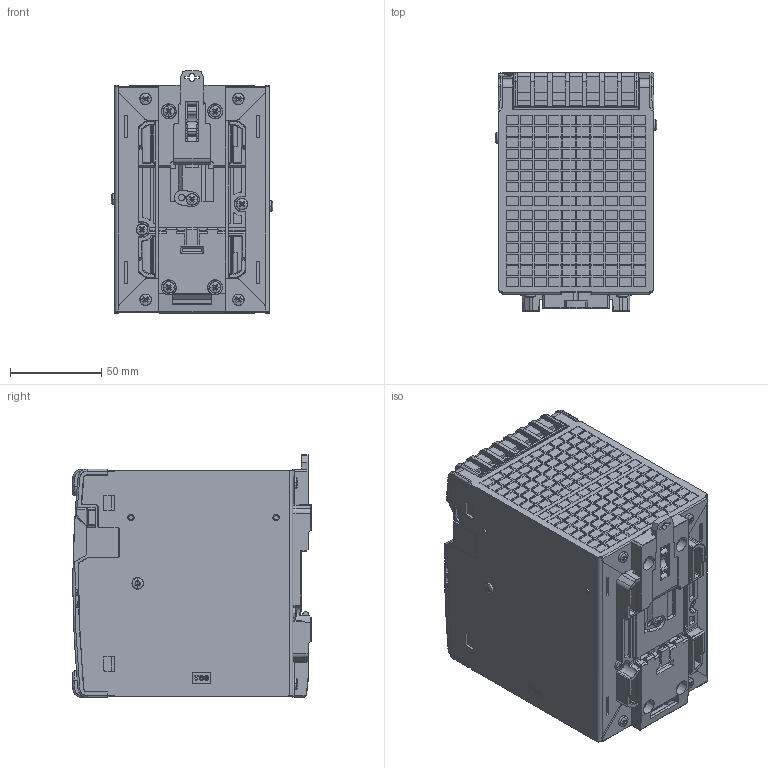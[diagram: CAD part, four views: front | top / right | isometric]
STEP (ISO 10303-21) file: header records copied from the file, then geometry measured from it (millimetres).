
FILE_DESCRIPTION (( 'STEP AP214' ), '1' );
FILE_NAME ('OUTSIDE-PS6R-J24.STEP', '2013-06-10T09:52:08', ( 'IDEC' ), ( '' ), 'SwSTEP 2.0', 'SolidWorks 2012', '' );
FILE_SCHEMA (( 'AUTOMOTIVE_DESIGN' ));
Products named in the file (3): OUTSIDE-PS6R-J-BODY; OUTSIDE-PS6R-J-HOOK; OUTSIDE-PS6R-J24
Assembly tree (2 placements, depth 2):
  OUTSIDE-PS6R-J24
    OUTSIDE-PS6R-J-BODY
    OUTSIDE-PS6R-J-HOOK
Bounding box: 88.55 x 130.5 x 133.05 mm (x, y, z)
Volume: 1248136 mm3; surface area: 206233.6 mm2
Topology: 2 solids, 2 shells, 5111 faces, 13719 edges, 8906 vertices
Faces by surface type: plane 3698, cylinder 830, bspline 315, cone 248, torus 20
Entity records: 183350 total; most frequent: CARTESIAN_POINT 67257, ORIENTED_EDGE 27386, DIRECTION 18468, EDGE_CURVE 13693, VERTEX_POINT 8906, LINE 7470, VECTOR 7470, EDGE_LOOP 5577
